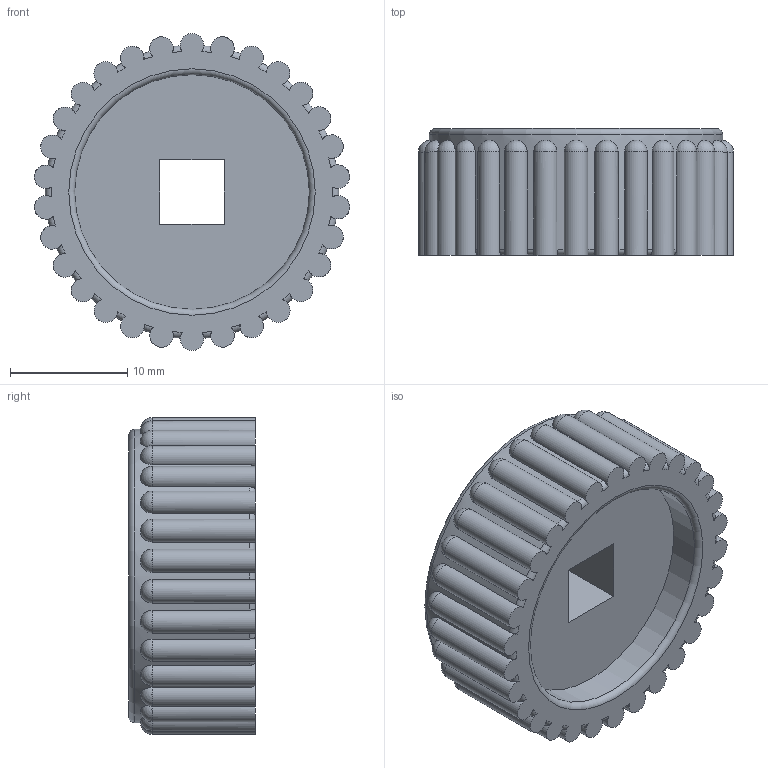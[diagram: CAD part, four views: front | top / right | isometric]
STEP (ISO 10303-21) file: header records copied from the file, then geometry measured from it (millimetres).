
FILE_DESCRIPTION(/* description */ (''),/* implementation_level */ '2;1');
FILE_NAME(/* name */ 'Darmstadt_Drehrad_Gaskocher_GOK v13.step',/* time_stamp */ '2018-10-31T15:01:16+01:00',/* author */ (''),/* organization */ (''),/* preprocessor_version */ 'ST-DEVELOPER v17.2',/* originating_system */ 'Autodesk Translation Framework v7.6.0.251',/* authorisation */ '');
FILE_SCHEMA (('AUTOMOTIVE_DESIGN { 1 0 10303 214 3 1 1 }'));
Length unit declared in the file: millimetre
Products named in the file (1): Darmstadt_Drehrad_Gaskocher_GOK
Bounding box: 26.86 x 10.8 x 26.99 mm (x, y, z)
Volume: 4221.3 mm3; surface area: 2672.5 mm2
Topology: 1 solids, 1 shells, 137 faces, 506 edges, 346 vertices
Faces by surface type: cylinder 39, plane 35, torus 33, sphere 30
Full cylindrical faces by diameter (mm): 20 x2, 25 x1
Entity records: 6458 total; most frequent: CARTESIAN_POINT 2280, ORIENTED_EDGE 952, DIRECTION 835, EDGE_CURVE 476, VERTEX_POINT 346, AXIS2_PLACEMENT_3D 341, CIRCLE 199, LINE 153
